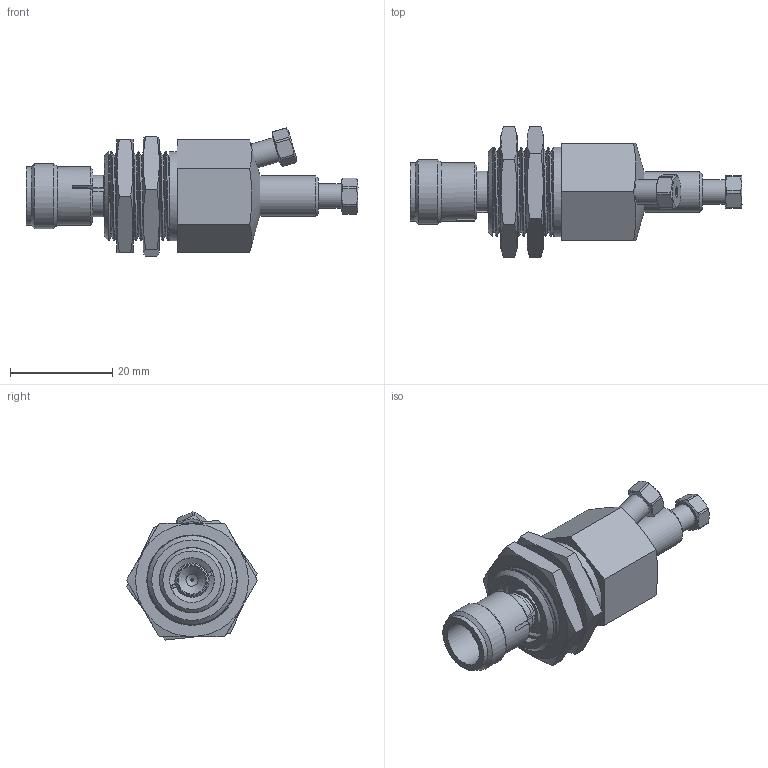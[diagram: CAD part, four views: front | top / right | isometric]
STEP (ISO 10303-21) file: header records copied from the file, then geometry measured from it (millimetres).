
FILE_DESCRIPTION((''),'2;1');
FILE_NAME('312390-CNV1A150S1 Combo bulkhead needle valve.stp','2013-08-26T11:11:24',('Franzp'),(''),'Autodesk Inventor 2013','Autodesk Inventor 2013','');
FILE_SCHEMA(('AUTOMOTIVE_DESIGN { 1 0 10303 214 1 1 1 1 }'));
Length unit declared in the file: millimetre
Products named in the file (3): 9923a00; 992300; 313148
Assembly tree (3 placements, depth 2):
  9923a00
    992300
    313148  x2
Bounding box: 65.01 x 25.66 x 25.07 mm (x, y, z)
Volume: 1310.7 mm3; surface area: 7913 mm2
Topology: 2 solids, 11 shells, 141 faces, 397 edges, 261 vertices
Faces by surface type: plane 61, cylinder 46, cone 30, bspline 4
Full cylindrical faces by diameter (mm): 1.727 x2, 4.826 x2, 6.35 x1, 6.706 x1, 7.925 x2, 8.76 x1, 11.43 x2, 12.7 x1, 12.827 x1, 15.893 x2, 16.307 x2, 17.462 x1
Entity records: 7826 total; most frequent: CARTESIAN_POINT 4728, DIRECTION 610, ORIENTED_EDGE 519, EDGE_CURVE 295, AXIS2_PLACEMENT_3D 260, VERTEX_POINT 215, EDGE_LOOP 182, CIRCLE 136
